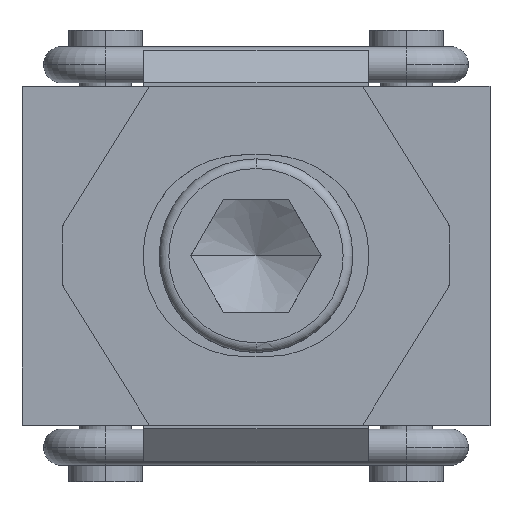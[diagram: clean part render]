
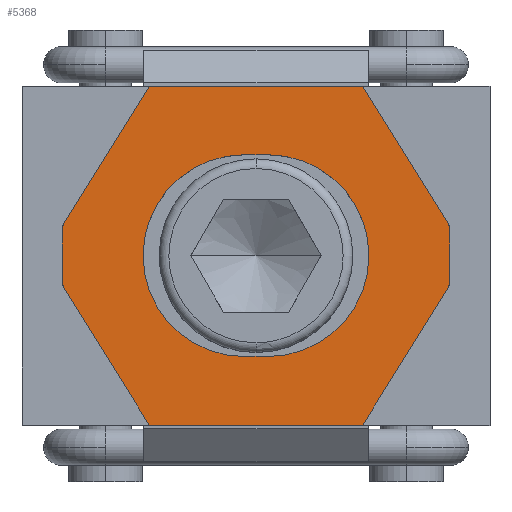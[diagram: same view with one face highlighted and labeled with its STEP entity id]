
A CAD part, top view. The second image highlights one B-rep face of the part: STEP entity #5368.
In plain terms, the highlighted planar face has unit normal (0, 0, 1).
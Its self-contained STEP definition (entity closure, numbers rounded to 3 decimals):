
#4368=EDGE_CURVE('',#5410,#9294,#12419,.T.);
#4634=EDGE_CURVE('',#6674,#8994,#12711,.T.);
#4668=EDGE_CURVE('',#8634,#10924,#12749,.T.);
#5176=VERTEX_POINT('',#13317);
#5308=VERTEX_POINT('',#13463);
#5368=ADVANCED_FACE('',(#13531,#13532),#13533,.T.);
#5410=VERTEX_POINT('',#13578);
#5430=EDGE_CURVE('',#9294,#10222,#13600,.T.);
#5694=VERTEX_POINT('',#13893);
#6606=VERTEX_POINT('',#14905);
#6674=VERTEX_POINT('',#14982);
#6934=EDGE_CURVE('',#6606,#10806,#15268,.T.);
#6940=EDGE_CURVE('',#5694,#5410,#15274,.T.);
#6968=EDGE_CURVE('',#5176,#11046,#15304,.T.);
#6988=EDGE_CURVE('',#8994,#6606,#15326,.T.);
#7946=EDGE_CURVE('',#10924,#5308,#16385,.T.);
#8626=EDGE_CURVE('',#10642,#6674,#17147,.T.);
#8634=VERTEX_POINT('',#17155);
#8994=VERTEX_POINT('',#17558);
#9160=EDGE_CURVE('',#10806,#8634,#17738,.T.);
#9294=VERTEX_POINT('',#17893);
#9904=EDGE_CURVE('',#11046,#5694,#18568,.T.);
#10222=VERTEX_POINT('',#18911);
#10642=VERTEX_POINT('',#19376);
#10806=VERTEX_POINT('',#19566);
#10924=VERTEX_POINT('',#19699);
#11046=VERTEX_POINT('',#19829);
#11238=EDGE_CURVE('',#10222,#5176,#20043,.T.);
#11532=EDGE_CURVE('',#5308,#10642,#20365,.T.);
#12419=LINE('',#21445,#21446);
#12711=LINE('',#21831,#21832);
#12749=LINE('',#21884,#21885);
#13317=CARTESIAN_POINT('',(1.5,-12.5,55.0));
#13463=CARTESIAN_POINT('',(-23.99,3.697,55.));
#13531=FACE_BOUND('',#22889,.T.);
#13532=FACE_OUTER_BOUND('',#22890,.T.);
#13533=PLANE('',#22891);
#13578=CARTESIAN_POINT('',(-1.5,12.5,55.0));
#13600=CIRCLE('',#22982,12.5);
#13893=CARTESIAN_POINT('',(-14.0,0.0,55.0));
#14905=CARTESIAN_POINT('',(23.99,-3.697,55.));
#14982=CARTESIAN_POINT('',(-13.215,-21.0,55.));
#15268=LINE('',#25217,#25218);
#15274=CIRCLE('',#25227,12.5);
#15304=LINE('',#25271,#25272);
#15326=LINE('',#25300,#25301);
#16385=LINE('',#26801,#26802);
#17147=LINE('',#27787,#27788);
#17155=CARTESIAN_POINT('',(13.215,21.0,55.));
#17558=CARTESIAN_POINT('',(13.215,-21.0,55.0));
#17738=LINE('',#28675,#28676);
#17893=CARTESIAN_POINT('',(1.5,12.5,55.0));
#18568=CIRCLE('',#29780,12.5);
#18911=CARTESIAN_POINT('',(14.0,0.,55.0));
#19376=CARTESIAN_POINT('',(-23.99,-3.697,55.));
#19566=CARTESIAN_POINT('',(23.99,3.697,55.));
#19699=CARTESIAN_POINT('',(-13.215,21.0,55.0));
#19829=CARTESIAN_POINT('',(-1.5,-12.5,55.0));
#20043=CIRCLE('',#31820,12.5);
#20365=LINE('',#32329,#32330);
#21445=CARTESIAN_POINT('',(0.,12.5,55.0));
#21446=VECTOR('',#33510,1000.0);
#21831=CARTESIAN_POINT('',(0.,-21.0,55.0));
#21832=VECTOR('',#33876,1000.0);
#21884=CARTESIAN_POINT('',(0.,21.0,55.0));
#21885=VECTOR('',#33933,1000.0);
#22889=EDGE_LOOP('',(#34962,#34963,#34964,#34965,#34966,#34967));
#22890=EDGE_LOOP('',(#34968,#34969,#34970,#34971,#34972,#34973,#34974,#34975));
#22891=AXIS2_PLACEMENT_3D('',#34976,#34977,#34978);
#22982=AXIS2_PLACEMENT_3D('',#35055,#35056,#35057);
#25217=CARTESIAN_POINT('',(23.99,0.0,55.0));
#25218=VECTOR('',#37261,1000.0);
#25227=AXIS2_PLACEMENT_3D('',#37268,#37269,#37270);
#25271=CARTESIAN_POINT('',(0.,-12.5,55.0));
#25272=VECTOR('',#37305,1000.0);
#25300=CARTESIAN_POINT('',(13.215,-21.0,55.0));
#25301=VECTOR('',#37334,1000.0);
#26801=CARTESIAN_POINT('',(-13.215,21.0,55.0));
#26802=VECTOR('',#38740,1000.0);
#27787=CARTESIAN_POINT('',(-23.99,-3.697,55.0));
#27788=VECTOR('',#39778,1000.0);
#28675=CARTESIAN_POINT('',(23.99,3.697,55.0));
#28676=VECTOR('',#40530,1000.0);
#29780=AXIS2_PLACEMENT_3D('',#41654,#41655,#41656);
#31820=AXIS2_PLACEMENT_3D('',#43602,#43603,#43604);
#32329=CARTESIAN_POINT('',(-23.99,0.0,55.0));
#32330=VECTOR('',#43982,1000.0);
#33510=DIRECTION('',(1.0,0.0,0.0));
#33876=DIRECTION('',(1.0,0.0,0.0));
#33933=DIRECTION('',(-1.0,0.0,0.0));
#34962=ORIENTED_EDGE('',*,*,#4368,.T.);
#34963=ORIENTED_EDGE('',*,*,#5430,.T.);
#34964=ORIENTED_EDGE('',*,*,#11238,.T.);
#34965=ORIENTED_EDGE('',*,*,#6968,.T.);
#34966=ORIENTED_EDGE('',*,*,#9904,.T.);
#34967=ORIENTED_EDGE('',*,*,#6940,.T.);
#34968=ORIENTED_EDGE('',*,*,#6988,.T.);
#34969=ORIENTED_EDGE('',*,*,#6934,.T.);
#34970=ORIENTED_EDGE('',*,*,#9160,.T.);
#34971=ORIENTED_EDGE('',*,*,#4668,.T.);
#34972=ORIENTED_EDGE('',*,*,#7946,.T.);
#34973=ORIENTED_EDGE('',*,*,#11532,.T.);
#34974=ORIENTED_EDGE('',*,*,#8626,.T.);
#34975=ORIENTED_EDGE('',*,*,#4634,.T.);
#34976=CARTESIAN_POINT('',(0.,0.0,55.0));
#34977=DIRECTION('',(0.0,0.0,1.0));
#34978=DIRECTION('',(1.0,0.0,0.0));
#35055=CARTESIAN_POINT('',(1.5,0.0,55.0));
#35056=DIRECTION('',(0.0,0.0,-1.0));
#35057=DIRECTION('',(-1.0,0.0,0.0));
#37261=DIRECTION('',(0.0,1.0,0.0));
#37268=CARTESIAN_POINT('',(-1.5,0.0,55.0));
#37269=DIRECTION('',(0.0,0.0,-1.0));
#37270=DIRECTION('',(-1.0,0.0,0.0));
#37305=DIRECTION('',(-1.0,0.0,0.0));
#37334=DIRECTION('',(0.529,0.849,0.0));
#38740=DIRECTION('',(-0.529,-0.849,0.0));
#39778=DIRECTION('',(0.529,-0.849,0.0));
#40530=DIRECTION('',(-0.529,0.849,0.0));
#41654=CARTESIAN_POINT('',(-1.5,0.0,55.0));
#41655=DIRECTION('',(0.0,0.0,-1.0));
#41656=DIRECTION('',(-1.0,0.0,0.0));
#43602=CARTESIAN_POINT('',(1.5,0.0,55.0));
#43603=DIRECTION('',(0.0,0.0,-1.0));
#43604=DIRECTION('',(-1.0,0.0,0.0));
#43982=DIRECTION('',(0.0,-1.0,0.0));
